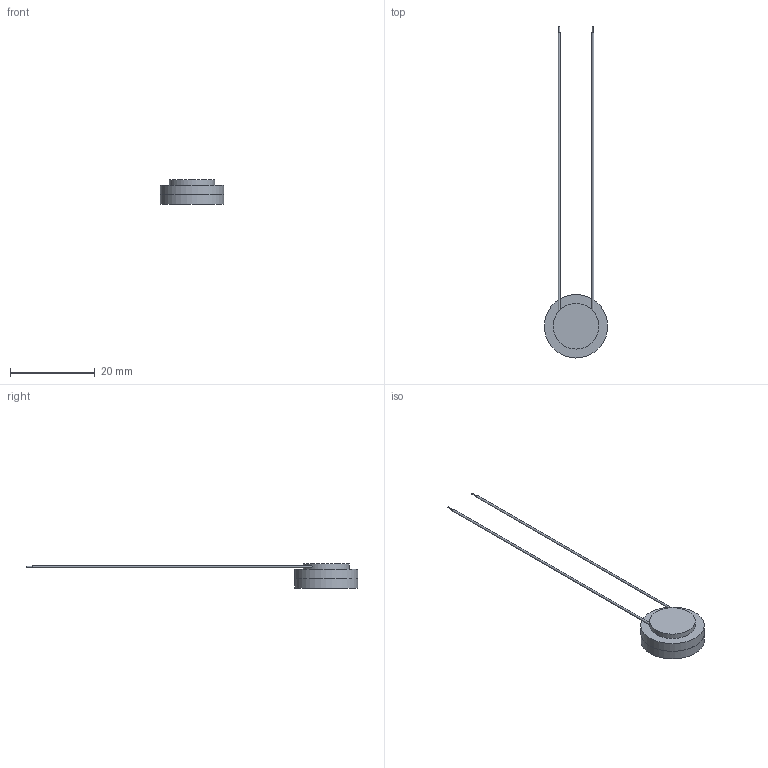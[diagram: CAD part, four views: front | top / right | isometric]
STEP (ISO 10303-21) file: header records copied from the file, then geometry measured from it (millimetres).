
FILE_DESCRIPTION(/* description */ ('Alibre Inc.'),/* implementation_level */ '2;1');
FILE_NAME(/* name */ 'export0',/* time_stamp */ '2017-12-04T19:36:59-06:00',/* author */ (''),/* organization */ (''),/* preprocessor_version */ 'ST-DEVELOPER v14',/* originating_system */ 'Alibre',/* authorisation */ '');
FILE_SCHEMA (('AUTOMOTIVE_DESIGN'));
Length unit declared in the file: centimetre
Bounding box: 15 x 78.47 x 5.7 mm (x, y, z)
Volume: 725.6 mm3; surface area: 924.2 mm2
Topology: 1 solids, 1 shells, 35 faces, 52 edges, 35 vertices
Faces by surface type: plane 18, cylinder 17
Full cylindrical faces by diameter (mm): 0.25 x2, 0.5 x2, 1 x8, 5 x1, 10 x1, 10.8 x1, 14.95 x1, 15 x1
Entity records: 755 total; most frequent: CARTESIAN_POINT 176, DIRECTION 115, ORIENTED_EDGE 68, EDGE_LOOP 68, FACE_BOUND 68, AXIS2_PLACEMENT_3D 66, ADVANCED_FACE 35, VERTEX_POINT 34
